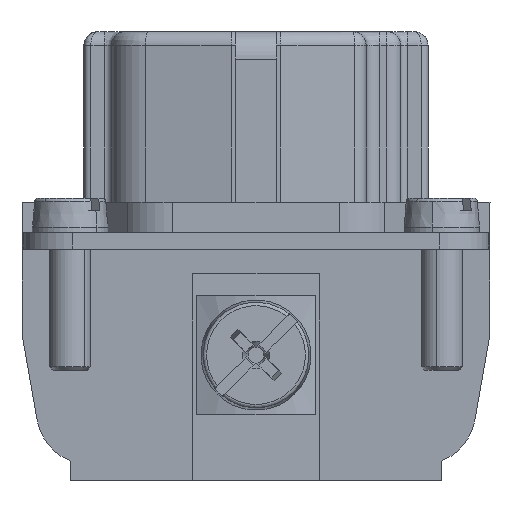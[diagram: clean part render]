
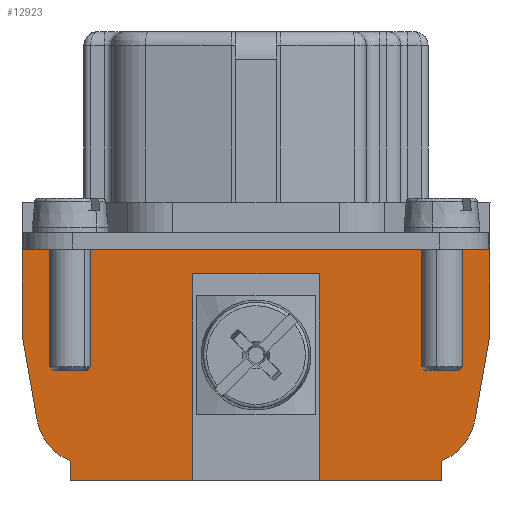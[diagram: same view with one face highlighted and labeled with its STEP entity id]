
A CAD part, left-side view. The second image highlights one B-rep face of the part: STEP entity #12923.
In plain terms, the highlighted planar face has unit normal (-0.999, 0, -0.035).
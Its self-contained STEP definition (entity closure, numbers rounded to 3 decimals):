
#12923=ADVANCED_FACE('',(#16417),#14982,.F.);
#14982=PLANE('',#47963);
#16417=FACE_OUTER_BOUND('',#18348,.T.);
#18348=EDGE_LOOP('',(#20994,#20995,#20996,#20997,#20998,#20999,#21000,#21001,
#21002,#21003,#21004,#21005,#21006,#21007,#21008,#21009,#21010,#21011,#21012,
#21013,#21014,#21015,#21016,#21017));
#20710=ELLIPSE('',#47961,4.002,4.);
#20711=ELLIPSE('',#47962,4.002,4.);
#20994=ORIENTED_EDGE('',*,*,#34856,.F.);
#20995=ORIENTED_EDGE('',*,*,#34857,.F.);
#20996=ORIENTED_EDGE('',*,*,#34858,.T.);
#20997=ORIENTED_EDGE('',*,*,#34858,.F.);
#20998=ORIENTED_EDGE('',*,*,#34859,.F.);
#20999=ORIENTED_EDGE('',*,*,#34860,.F.);
#21000=ORIENTED_EDGE('',*,*,#34861,.T.);
#21001=ORIENTED_EDGE('',*,*,#34862,.T.);
#21002=ORIENTED_EDGE('',*,*,#34863,.T.);
#21003=ORIENTED_EDGE('',*,*,#34864,.T.);
#21004=ORIENTED_EDGE('',*,*,#34865,.F.);
#21005=ORIENTED_EDGE('',*,*,#34866,.T.);
#21006=ORIENTED_EDGE('',*,*,#34867,.T.);
#21007=ORIENTED_EDGE('',*,*,#34868,.T.);
#21008=ORIENTED_EDGE('',*,*,#34869,.T.);
#21009=ORIENTED_EDGE('',*,*,#34870,.T.);
#21010=ORIENTED_EDGE('',*,*,#34871,.T.);
#21011=ORIENTED_EDGE('',*,*,#34872,.T.);
#21012=ORIENTED_EDGE('',*,*,#34873,.F.);
#21013=ORIENTED_EDGE('',*,*,#34874,.T.);
#21014=ORIENTED_EDGE('',*,*,#34874,.F.);
#21015=ORIENTED_EDGE('',*,*,#34875,.F.);
#21016=ORIENTED_EDGE('',*,*,#34876,.T.);
#21017=ORIENTED_EDGE('',*,*,#34877,.F.);
#31402=VERTEX_POINT('',#59587);
#31403=VERTEX_POINT('',#59588);
#31404=VERTEX_POINT('',#59590);
#31405=VERTEX_POINT('',#59592);
#31406=VERTEX_POINT('',#59594);
#31407=VERTEX_POINT('',#59596);
#31408=VERTEX_POINT('',#59598);
#31409=VERTEX_POINT('',#59600);
#31410=VERTEX_POINT('',#59602);
#31411=VERTEX_POINT('',#59604);
#31412=VERTEX_POINT('',#59606);
#31413=VERTEX_POINT('',#59608);
#31414=VERTEX_POINT('',#59610);
#31415=VERTEX_POINT('',#59612);
#31416=VERTEX_POINT('',#59614);
#31417=VERTEX_POINT('',#59616);
#31418=VERTEX_POINT('',#59618);
#31419=VERTEX_POINT('',#59620);
#31420=VERTEX_POINT('',#59622);
#31421=VERTEX_POINT('',#59624);
#31422=VERTEX_POINT('',#59626);
#31423=VERTEX_POINT('',#59628);
#34856=EDGE_CURVE('',#31402,#31403,#40060,.T.);
#34857=EDGE_CURVE('',#31404,#31402,#40061,.T.);
#34858=EDGE_CURVE('',#31404,#31405,#40062,.T.);
#34859=EDGE_CURVE('',#31406,#31404,#40063,.T.);
#34860=EDGE_CURVE('',#31407,#31406,#40064,.T.);
#34861=EDGE_CURVE('',#31407,#31408,#20710,.T.);
#34862=EDGE_CURVE('',#31408,#31409,#40065,.T.);
#34863=EDGE_CURVE('',#31409,#31410,#40066,.T.);
#34864=EDGE_CURVE('',#31410,#31411,#40067,.T.);
#34865=EDGE_CURVE('',#31412,#31411,#40068,.T.);
#34866=EDGE_CURVE('',#31412,#31413,#40069,.T.);
#34867=EDGE_CURVE('',#31413,#31414,#40070,.T.);
#34868=EDGE_CURVE('',#31414,#31415,#40071,.T.);
#34869=EDGE_CURVE('',#31415,#31416,#40072,.T.);
#34870=EDGE_CURVE('',#31416,#31417,#40073,.T.);
#34871=EDGE_CURVE('',#31417,#31418,#20711,.T.);
#34872=EDGE_CURVE('',#31418,#31419,#40074,.T.);
#34873=EDGE_CURVE('',#31420,#31419,#40075,.T.);
#34874=EDGE_CURVE('',#31420,#31421,#40076,.T.);
#34875=EDGE_CURVE('',#31422,#31420,#40077,.T.);
#34876=EDGE_CURVE('',#31422,#31423,#40078,.T.);
#34877=EDGE_CURVE('',#31403,#31423,#40079,.T.);
#40060=LINE('',#59586,#43859);
#40061=LINE('',#59589,#43860);
#40062=LINE('',#59591,#43861);
#40063=LINE('',#59593,#43862);
#40064=LINE('',#59595,#43863);
#40065=LINE('',#59599,#43864);
#40066=LINE('',#59601,#43865);
#40067=LINE('',#59603,#43866);
#40068=LINE('',#59605,#43867);
#40069=LINE('',#59607,#43868);
#40070=LINE('',#59609,#43869);
#40071=LINE('',#59611,#43870);
#40072=LINE('',#59613,#43871);
#40073=LINE('',#59615,#43872);
#40074=LINE('',#59619,#43873);
#40075=LINE('',#59621,#43874);
#40076=LINE('',#59623,#43875);
#40077=LINE('',#59625,#43876);
#40078=LINE('',#59627,#43877);
#40079=LINE('',#59629,#43878);
#43859=VECTOR('',#50470,1.);
#43860=VECTOR('',#50471,1.);
#43861=VECTOR('',#50472,1.);
#43862=VECTOR('',#50473,1.);
#43863=VECTOR('',#50474,1.);
#43864=VECTOR('',#50477,1.);
#43865=VECTOR('',#50478,1.);
#43866=VECTOR('',#50479,1.);
#43867=VECTOR('',#50480,1.);
#43868=VECTOR('',#50481,1.);
#43869=VECTOR('',#50482,1.);
#43870=VECTOR('',#50483,1.);
#43871=VECTOR('',#50484,1.);
#43872=VECTOR('',#50485,1.);
#43873=VECTOR('',#50488,1.);
#43874=VECTOR('',#50489,1.);
#43875=VECTOR('',#50490,1.);
#43876=VECTOR('',#50491,1.);
#43877=VECTOR('',#50492,1.);
#43878=VECTOR('',#50493,1.);
#47961=AXIS2_PLACEMENT_3D('',#59597,#50475,#50476);
#47962=AXIS2_PLACEMENT_3D('',#59617,#50486,#50487);
#47963=AXIS2_PLACEMENT_3D('',#59630,#50494,#50495);
#50470=DIRECTION('',(-0.035,0.,0.999));
#50471=DIRECTION('',(0.,1.,0.));
#50472=DIRECTION('',(-0.035,0.,0.999));
#50473=DIRECTION('',(0.,1.,0.));
#50474=DIRECTION('',(0.035,0.,-0.999));
#50475=DIRECTION('',(-0.999,0.,-0.035));
#50476=DIRECTION('',(-0.035,0.,0.999));
#50477=DIRECTION('',(-0.034,-0.174,0.984));
#50478=DIRECTION('',(-0.035,0.,0.999));
#50479=DIRECTION('',(0.,1.,0.));
#50480=DIRECTION('',(-0.035,0.,0.999));
#50481=DIRECTION('',(0.,1.,0.));
#50482=DIRECTION('',(-0.035,0.,0.999));
#50483=DIRECTION('',(0.,1.,0.));
#50484=DIRECTION('',(0.035,0.,-0.999));
#50485=DIRECTION('',(0.034,-0.174,-0.984));
#50486=DIRECTION('',(-0.999,0.,-0.035));
#50487=DIRECTION('',(0.035,0.,-0.999));
#50488=DIRECTION('',(0.035,0.,-0.999));
#50489=DIRECTION('',(0.,1.,0.));
#50490=DIRECTION('',(-0.035,0.,0.999));
#50491=DIRECTION('',(0.,1.,0.));
#50492=DIRECTION('',(-0.035,0.,0.999));
#50493=DIRECTION('',(0.,1.,0.));
#50494=DIRECTION('',(0.999,0.,0.035));
#50495=DIRECTION('',(0.035,0.,-0.999));
#59586=CARTESIAN_POINT('',(-48.217,-4.6,-1.436));
#59587=CARTESIAN_POINT('',(-47.674,-4.6,-17.));
#59588=CARTESIAN_POINT('',(-48.198,-4.6,-2.));
#59589=CARTESIAN_POINT('',(-47.674,-4.14,-17.));
#59590=CARTESIAN_POINT('',(-47.674,-9.,-17.));
#59591=CARTESIAN_POINT('',(-47.674,-9.,-16.99));
#59592=CARTESIAN_POINT('',(-47.712,-9.,-15.9));
#59593=CARTESIAN_POINT('',(-47.674,-9.,-17.));
#59594=CARTESIAN_POINT('',(-47.674,-13.5,-17.));
#59595=CARTESIAN_POINT('',(-47.984,-13.5,-8.118));
#59596=CARTESIAN_POINT('',(-47.723,-13.5,-15.595));
#59597=CARTESIAN_POINT('',(-47.852,-11.968,-11.9));
#59598=CARTESIAN_POINT('',(-47.828,-15.908,-12.595));
#59599=CARTESIAN_POINT('',(-47.697,-15.249,-16.33));
#59600=CARTESIAN_POINT('',(-48.044,-17.,-6.4));
#59601=CARTESIAN_POINT('',(-48.043,-17.,-6.432));
#59602=CARTESIAN_POINT('',(-48.302,-17.,1.));
#59603=CARTESIAN_POINT('',(-48.302,-7.85,1.));
#59604=CARTESIAN_POINT('',(-48.302,-16.9,1.));
#59605=CARTESIAN_POINT('',(-48.217,-16.9,-1.436));
#59606=CARTESIAN_POINT('',(-48.26,-16.9,-0.2));
#59607=CARTESIAN_POINT('',(-48.26,-7.85,-0.2));
#59608=CARTESIAN_POINT('',(-48.26,16.9,-0.2));
#59609=CARTESIAN_POINT('',(-48.217,16.9,-1.436));
#59610=CARTESIAN_POINT('',(-48.302,16.9,1.));
#59611=CARTESIAN_POINT('',(-48.302,-13.,1.));
#59612=CARTESIAN_POINT('',(-48.302,17.,1.));
#59613=CARTESIAN_POINT('',(-48.301,17.,0.963));
#59614=CARTESIAN_POINT('',(-48.044,17.,-6.4));
#59615=CARTESIAN_POINT('',(-47.802,15.778,-13.333));
#59616=CARTESIAN_POINT('',(-47.828,15.908,-12.595));
#59617=CARTESIAN_POINT('',(-47.852,11.968,-11.9));
#59618=CARTESIAN_POINT('',(-47.723,13.5,-15.595));
#59619=CARTESIAN_POINT('',(-47.674,13.5,-16.99));
#59620=CARTESIAN_POINT('',(-47.674,13.5,-17.));
#59621=CARTESIAN_POINT('',(-47.674,9.,-17.));
#59622=CARTESIAN_POINT('',(-47.674,9.,-17.));
#59623=CARTESIAN_POINT('',(-47.674,9.,-16.99));
#59624=CARTESIAN_POINT('',(-47.712,9.,-15.9));
#59625=CARTESIAN_POINT('',(-47.674,-4.14,-17.));
#59626=CARTESIAN_POINT('',(-47.674,4.6,-17.));
#59627=CARTESIAN_POINT('',(-48.217,4.6,-1.436));
#59628=CARTESIAN_POINT('',(-48.198,4.6,-2.));
#59629=CARTESIAN_POINT('',(-48.198,-7.85,-2.));
#59630=CARTESIAN_POINT('',(-48.217,-7.85,-1.436));
